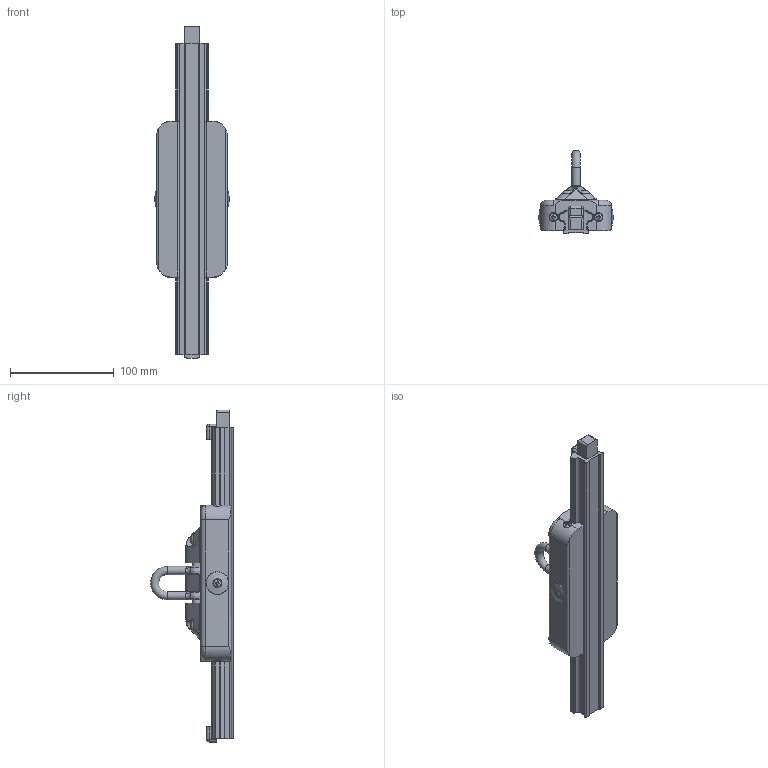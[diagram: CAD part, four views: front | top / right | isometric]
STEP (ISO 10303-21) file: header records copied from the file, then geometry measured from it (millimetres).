
FILE_DESCRIPTION(/* description */ (''),/* implementation_level */ '2;1');
FILE_NAME(/* name */ '4150-SH.stp',/* time_stamp */ '2020-07-06T16:33:16+02:00',/* author */ ('lucade'),/* organization */ (''),/* preprocessor_version */ 'ST-DEVELOPER v18.1',/* originating_system */ 'Autodesk Inventor 2021',/* authorisation */ '');
FILE_SCHEMA (('AUTOMOTIVE_DESIGN { 1 0 10303 214 3 1 1 }'));
Length unit declared in the file: millimetre
Products named in the file (1): Parte6
Bounding box: 71.95 x 79.9 x 319.8 mm (x, y, z)
Volume: 9238.4 mm3; surface area: 64617.7 mm2
Topology: 4 solids, 5 shells, 699 faces, 1961 edges, 1280 vertices
Faces by surface type: plane 307, cylinder 222, bspline 64, torus 51, cone 41, sphere 14
Full cylindrical faces by diameter (mm): 3.5 x2, 3.6 x2, 5.1 x2, 6.8 x2, 8 x3, 8.2 x3, 8.4 x2, 8.5 x8, 17 x2, 22 x1
Entity records: 25454 total; most frequent: CARTESIAN_POINT 7608, ORIENTED_EDGE 3892, DIRECTION 3730, EDGE_CURVE 1946, AXIS2_PLACEMENT_3D 1472, VERTEX_POINT 1280, LINE 786, VECTOR 786
